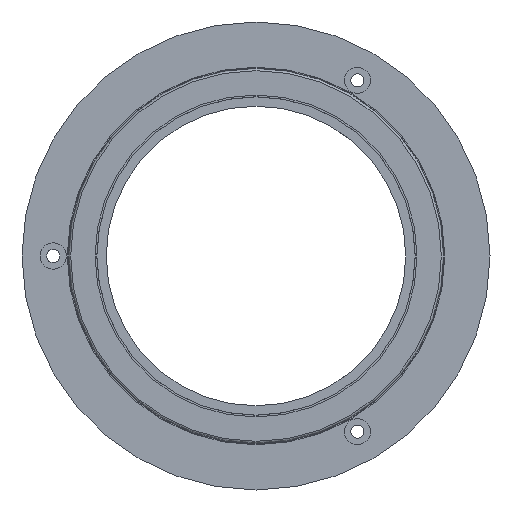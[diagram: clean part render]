
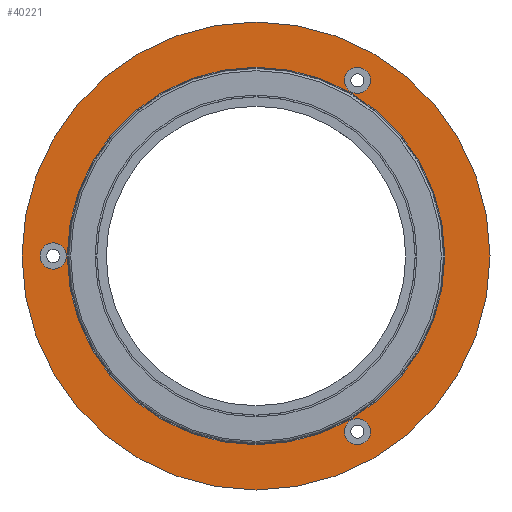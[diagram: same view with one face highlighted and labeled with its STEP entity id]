
A CAD part, left-side view. The second image highlights one B-rep face of the part: STEP entity #40221.
In plain terms, the highlighted planar face has unit normal (-1, 0, 0).
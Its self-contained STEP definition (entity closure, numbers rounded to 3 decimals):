
#1298 = VERTEX_POINT ( 'NONE', #42248 ) ;
#4372 = DIRECTION ( 'NONE',  ( 0., 1., 0. ) ) ;
#5110 = CARTESIAN_POINT ( 'NONE',  ( 2.8, -16.25, -28.146 ) ) ;
#5544 = FACE_BOUND ( 'NONE', #47651, .T. ) ;
#5616 = DIRECTION ( 'NONE',  ( 1., 0., 0. ) ) ;
#9384 = ORIENTED_EDGE ( 'NONE', *, *, #10093, .T. ) ;
#10093 = EDGE_CURVE ( 'NONE', #45055, #45055, #40583, .T. ) ;
#12397 = VERTEX_POINT ( 'NONE', #75683 ) ;
#13282 = PLANE ( 'NONE',  #37924 ) ;
#14294 = FACE_BOUND ( 'NONE', #18472, .T. ) ;
#18472 = EDGE_LOOP ( 'NONE', ( #86654 ) ) ;
#22577 = FACE_OUTER_BOUND ( 'NONE', #23814, .T. ) ;
#23814 = EDGE_LOOP ( 'NONE', ( #93058 ) ) ;
#24823 = DIRECTION ( 'NONE',  ( 1., 0., 0. ) ) ;
#27395 = DIRECTION ( 'NONE',  ( 0., 1., 0. ) ) ;
#28330 = DIRECTION ( 'NONE',  ( -1., 0., 0. ) ) ;
#28693 = DIRECTION ( 'NONE',  ( 1., 0., 0. ) ) ;
#32110 = CARTESIAN_POINT ( 'NONE',  ( 2.8, 0., 0. ) ) ;
#36252 = CARTESIAN_POINT ( 'NONE',  ( 2.8, 27.5, 0. ) ) ;
#37279 = VERTEX_POINT ( 'NONE', #60149 ) ;
#37924 = AXIS2_PLACEMENT_3D ( 'NONE', #84847, #28330, #60534 ) ;
#40221 = ADVANCED_FACE ( 'NONE', ( #14294, #53224, #5544, #77590, #22577 ), #13282, .T. ) ;
#40583 = CIRCLE ( 'NONE', #95151, 2.1 ) ;
#41225 = EDGE_LOOP ( 'NONE', ( #43613 ) ) ;
#42248 = CARTESIAN_POINT ( 'NONE',  ( 2.8, 34.6, 0. ) ) ;
#43613 = ORIENTED_EDGE ( 'NONE', *, *, #66335, .T. ) ;
#45055 = VERTEX_POINT ( 'NONE', #92186 ) ;
#47651 = EDGE_LOOP ( 'NONE', ( #71011 ) ) ;
#49211 = DIRECTION ( 'NONE',  ( 1., 0., 0. ) ) ;
#50504 = CARTESIAN_POINT ( 'NONE',  ( 2.8, 0., 0. ) ) ;
#53224 = FACE_BOUND ( 'NONE', #65335, .T. ) ;
#53962 = AXIS2_PLACEMENT_3D ( 'NONE', #82832, #74533, #59008 ) ;
#55578 = CIRCLE ( 'NONE', #53962, 2.1 ) ;
#55987 = DIRECTION ( 'NONE',  ( 0., 1., 0. ) ) ;
#57020 = DIRECTION ( 'NONE',  ( 0., 1., 0. ) ) ;
#59008 = DIRECTION ( 'NONE',  ( 0., 1., 0. ) ) ;
#59745 = EDGE_CURVE ( 'NONE', #12397, #12397, #91531, .T. ) ;
#60149 = CARTESIAN_POINT ( 'NONE',  ( 2.8, -14.15, 28.146 ) ) ;
#60534 = DIRECTION ( 'NONE',  ( 0., -1., 0. ) ) ;
#61147 = VERTEX_POINT ( 'NONE', #36252 ) ;
#63918 = EDGE_CURVE ( 'NONE', #37279, #37279, #55578, .T. ) ;
#64777 = CARTESIAN_POINT ( 'NONE',  ( 2.8, 32.5, 0. ) ) ;
#65335 = EDGE_LOOP ( 'NONE', ( #9384 ) ) ;
#66335 = EDGE_CURVE ( 'NONE', #61147, #61147, #98828, .T. ) ;
#68027 = CIRCLE ( 'NONE', #77923, 2.1 ) ;
#71011 = ORIENTED_EDGE ( 'NONE', *, *, #63918, .T. ) ;
#74533 = DIRECTION ( 'NONE',  ( 1., 0., 0. ) ) ;
#75683 = CARTESIAN_POINT ( 'NONE',  ( 2.8, 37.5, 0. ) ) ;
#77353 = AXIS2_PLACEMENT_3D ( 'NONE', #50504, #28693, #4372 ) ;
#77590 = FACE_BOUND ( 'NONE', #41225, .T. ) ;
#77923 = AXIS2_PLACEMENT_3D ( 'NONE', #64777, #49211, #55987 ) ;
#82832 = CARTESIAN_POINT ( 'NONE',  ( 2.8, -16.25, 28.146 ) ) ;
#84847 = CARTESIAN_POINT ( 'NONE',  ( 2.8, 27.5, 0. ) ) ;
#86654 = ORIENTED_EDGE ( 'NONE', *, *, #95179, .T. ) ;
#89892 = AXIS2_PLACEMENT_3D ( 'NONE', #32110, #24823, #57020 ) ;
#91531 = CIRCLE ( 'NONE', #89892, 37.5 ) ;
#92186 = CARTESIAN_POINT ( 'NONE',  ( 2.8, -14.15, -28.146 ) ) ;
#93058 = ORIENTED_EDGE ( 'NONE', *, *, #59745, .F. ) ;
#95151 = AXIS2_PLACEMENT_3D ( 'NONE', #5110, #5616, #27395 ) ;
#95179 = EDGE_CURVE ( 'NONE', #1298, #1298, #68027, .T. ) ;
#98828 = CIRCLE ( 'NONE', #77353, 27.5 ) ;
